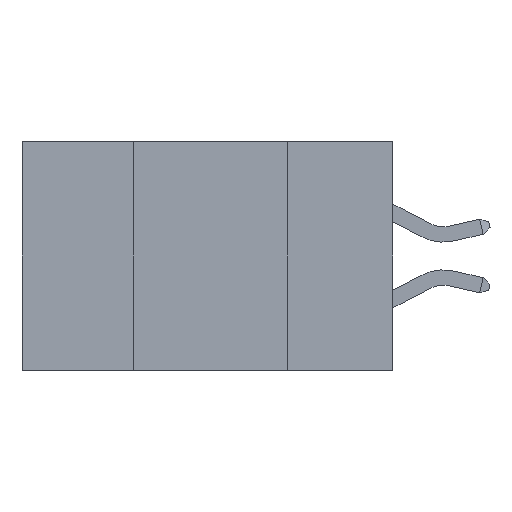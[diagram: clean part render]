
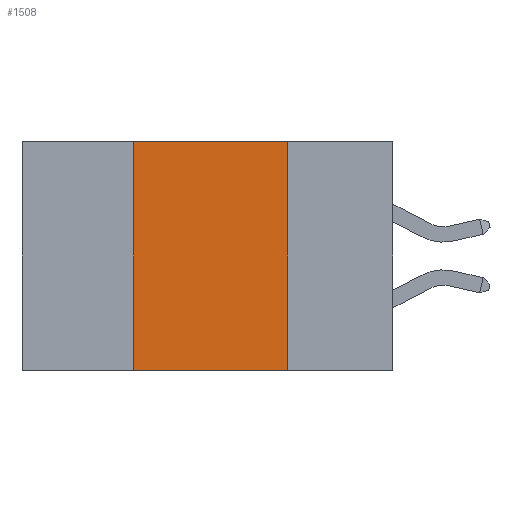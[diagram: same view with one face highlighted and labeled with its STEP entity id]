
A CAD part, left-side view. The second image highlights one B-rep face of the part: STEP entity #1508.
In plain terms, the highlighted planar face has unit normal (-1, 0, 0).
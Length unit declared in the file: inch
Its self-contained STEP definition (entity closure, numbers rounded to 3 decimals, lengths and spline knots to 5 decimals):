
#20 = FACE_OUTER_BOUND ( 'NONE', #19452, .T. ) ;
#735 = DIRECTION ( 'NONE',  ( 0., 0., 1. ) ) ;
#1200 = EDGE_CURVE ( 'NONE', #26759, #2726, #4828, .T. ) ;
#1295 = VERTEX_POINT ( 'NONE', #16535 ) ;
#1508 = ADVANCED_FACE ( 'NONE', ( #20 ), #16825, .F. ) ;
#1830 = LINE ( 'NONE', #14820, #17958 ) ;
#2578 = VECTOR ( 'NONE', #735, 39.37008 ) ;
#2665 = VECTOR ( 'NONE', #2666, 39.37008 ) ;
#2666 = DIRECTION ( 'NONE',  ( 0., 0., -1. ) ) ;
#2726 = VERTEX_POINT ( 'NONE', #18303 ) ;
#4828 = LINE ( 'NONE', #20089, #2578 ) ;
#6664 = ORIENTED_EDGE ( 'NONE', *, *, #18845, .T. ) ;
#7261 = CARTESIAN_POINT ( 'NONE',  ( 0., 0.6, -0.37 ) ) ;
#9667 = LINE ( 'NONE', #7261, #12301 ) ;
#9932 = ORIENTED_EDGE ( 'NONE', *, *, #22698, .F. ) ;
#11056 = ORIENTED_EDGE ( 'NONE', *, *, #15819, .F. ) ;
#11403 = LINE ( 'NONE', #13404, #2665 ) ;
#12301 = VECTOR ( 'NONE', #26889, 39.37008 ) ;
#12852 = CARTESIAN_POINT ( 'NONE',  ( 0., 0.42, -0.37 ) ) ;
#13404 = CARTESIAN_POINT ( 'NONE',  ( 0., 0.17, 0. ) ) ;
#14611 = VERTEX_POINT ( 'NONE', #17342 ) ;
#14820 = CARTESIAN_POINT ( 'NONE',  ( 0., 0.6, 0. ) ) ;
#15819 = EDGE_CURVE ( 'NONE', #2726, #14611, #1830, .T. ) ;
#16535 = CARTESIAN_POINT ( 'NONE',  ( 0., 0.17, -0.37 ) ) ;
#16825 = PLANE ( 'NONE',  #21081 ) ;
#17342 = CARTESIAN_POINT ( 'NONE',  ( 0., 0.17, 0. ) ) ;
#17958 = VECTOR ( 'NONE', #25823, 39.37008 ) ;
#18303 = CARTESIAN_POINT ( 'NONE',  ( 0., 0.42, 0. ) ) ;
#18845 = EDGE_CURVE ( 'NONE', #26759, #1295, #9667, .T. ) ;
#19452 = EDGE_LOOP ( 'NONE', ( #9932, #11056, #19930, #6664 ) ) ;
#19930 = ORIENTED_EDGE ( 'NONE', *, *, #1200, .F. ) ;
#20089 = CARTESIAN_POINT ( 'NONE',  ( 0., 0.42, 0. ) ) ;
#20922 = DIRECTION ( 'NONE',  ( 1., 0., 0. ) ) ;
#21081 = AXIS2_PLACEMENT_3D ( 'NONE', #25441, #20922, #27843 ) ;
#22698 = EDGE_CURVE ( 'NONE', #14611, #1295, #11403, .T. ) ;
#25441 = CARTESIAN_POINT ( 'NONE',  ( 0., 0.6, 0. ) ) ;
#25823 = DIRECTION ( 'NONE',  ( 0., -1., 0. ) ) ;
#26759 = VERTEX_POINT ( 'NONE', #12852 ) ;
#26889 = DIRECTION ( 'NONE',  ( 0., -1., 0. ) ) ;
#27843 = DIRECTION ( 'NONE',  ( 0., 0., -1. ) ) ;
